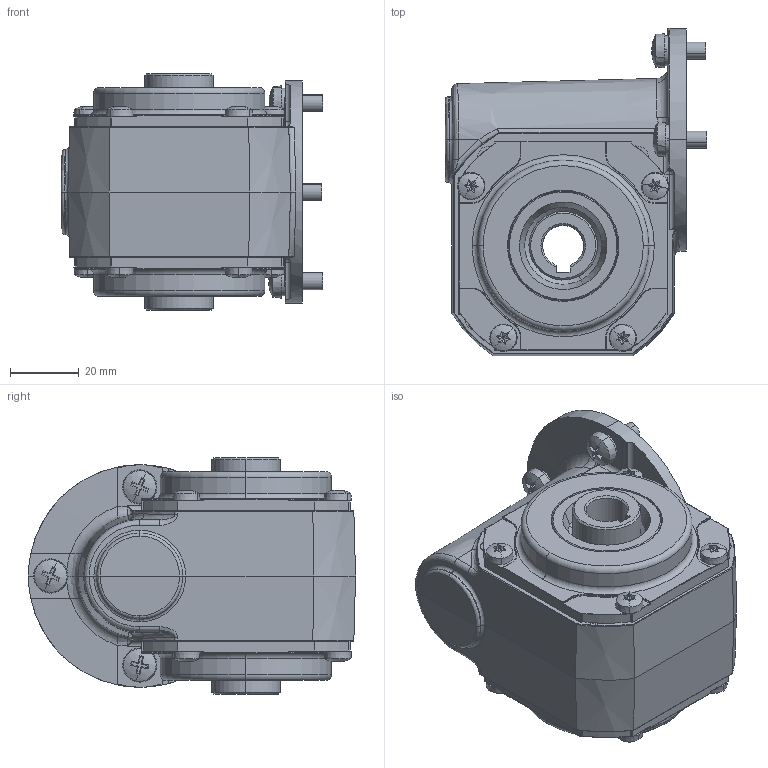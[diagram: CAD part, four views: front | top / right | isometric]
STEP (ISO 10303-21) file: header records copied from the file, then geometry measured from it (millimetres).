
FILE_DESCRIPTION (( 'STEP AP203' ), '1' );
FILE_NAME ('VE31-D-H.STEP', '2013-12-10T08:43:22', ( 'kob' ), ( 'Microsoft' ), 'SwSTEP 2.0', 'SolidWorks 2012', '' );
FILE_SCHEMA (( 'CONFIG_CONTROL_DESIGN' ));
Length unit declared in the file: millimetre
Products named in the file (1): VE31-D-H
Bounding box: 76.48 x 95.5 x 69 mm (x, y, z)
Surface area: 41849.4 mm2 (no closed solid volume)
Topology: 0 solids, 30 shells, 824 faces, 2326 edges, 1454 vertices
Faces by surface type: plane 320, cylinder 254, torus 90, cone 84, bspline 50, sphere 26
Entity records: 29538 total; most frequent: CARTESIAN_POINT 8820, DIRECTION 4534, ORIENTED_EDGE 3911, EDGE_CURVE 2318, AXIS2_PLACEMENT_3D 1755, VERTEX_POINT 1454, LINE 1024, VECTOR 1024
